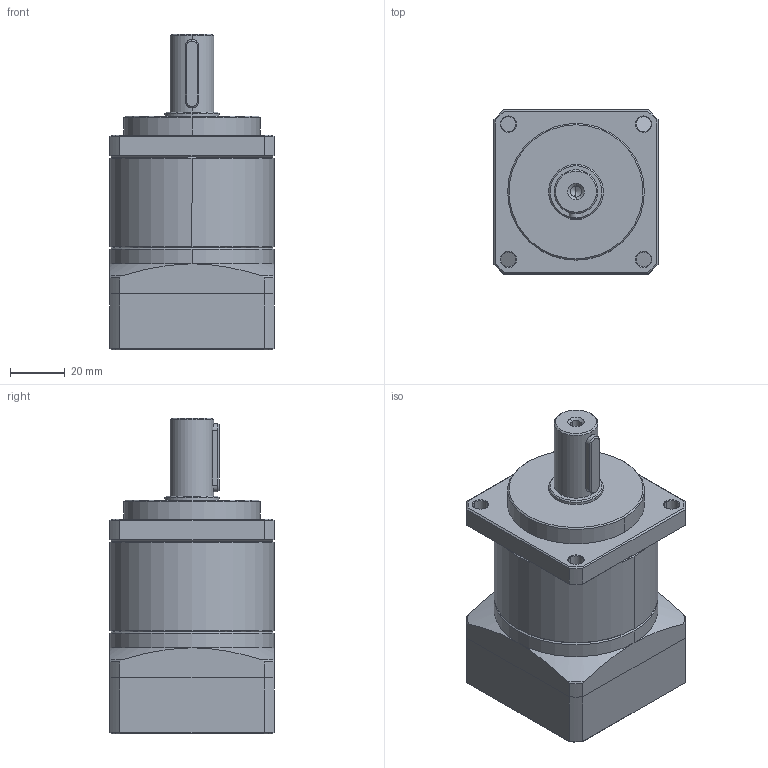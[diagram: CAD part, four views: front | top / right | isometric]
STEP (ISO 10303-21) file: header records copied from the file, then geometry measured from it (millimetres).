
FILE_DESCRIPTION (( 'STEP AP214' ), '1' );
FILE_NAME ('MSS0601A-B3110103.STEP', '2021-07-14T22:28:16', ( '' ), ( '' ), 'SwSTEP 2.0', 'SolidWorks 2017', '' );
FILE_SCHEMA (( 'AUTOMOTIVE_DESIGN' ));
Length unit declared in the file: inch
Products named in the file (1): MSS0601A-B3110103
Bounding box: 60 x 60 x 115.5 mm (x, y, z)
Volume: 242667.8 mm3; surface area: 45507.8 mm2
Topology: 3 solids, 3 shells, 183 faces, 416 edges, 241 vertices
Faces by surface type: cone 83, cylinder 54, plane 46
Entity records: 7681 total; most frequent: CARTESIAN_POINT 1149, DIRECTION 898, ORIENTED_EDGE 812, EDGE_CURVE 406, AXIS2_PLACEMENT_3D 362, VERTEX_POINT 241, EDGE_LOOP 207, DIMENSIONAL_EXPONENTS 188
